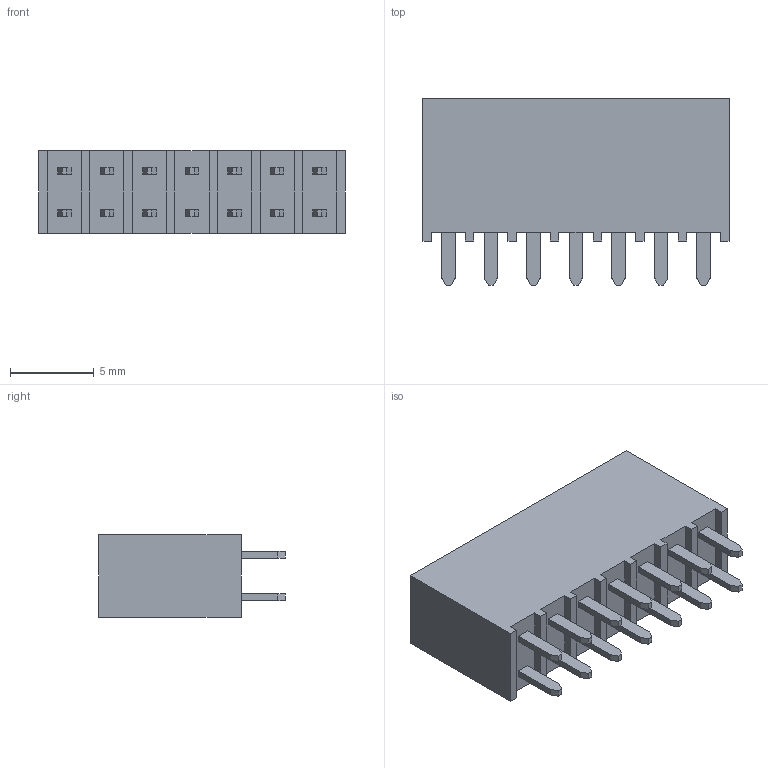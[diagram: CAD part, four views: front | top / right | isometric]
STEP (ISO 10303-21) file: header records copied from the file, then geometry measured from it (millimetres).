
FILE_DESCRIPTION(('STEP AP242'),'1');
FILE_NAME('ssw-107-21-g-d.stp','2025-10-08T04:47:50',('TraceParts'),('TraceParts S.A.S.'),'Spatial InterOp 3D',' ',' ');
FILE_SCHEMA(('AP242_MANAGED_MODEL_BASED_3D_ENGINEERING_MIM_LF {1 0 10303 442 1 1 4}'));
Length unit declared in the file: millimetre
Products named in the file (1): 1
Bounding box: 18.29 x 11.15 x 4.95 mm (x, y, z)
Volume: 679.1 mm3; surface area: 1021.8 mm2
Topology: 1 solids, 1 shells, 258 faces, 628 edges, 400 vertices
Faces by surface type: plane 258
Entity records: 9404 total; most frequent: CARTESIAN_POINT 1287, ORIENTED_EDGE 1256, DIRECTION 1146, EDGE_CURVE 628, LINE 628, VECTOR 628, VERTEX_POINT 400, EDGE_LOOP 286
